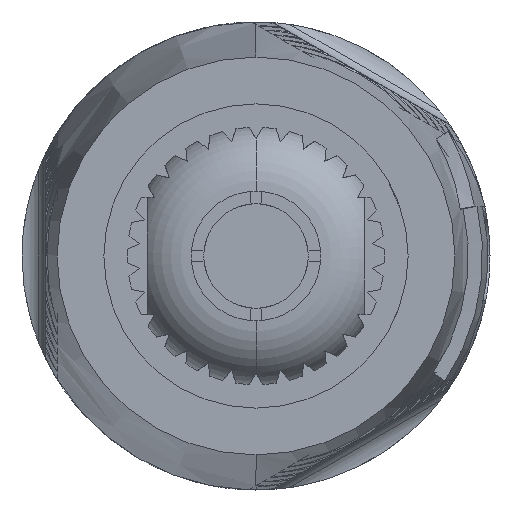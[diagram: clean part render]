
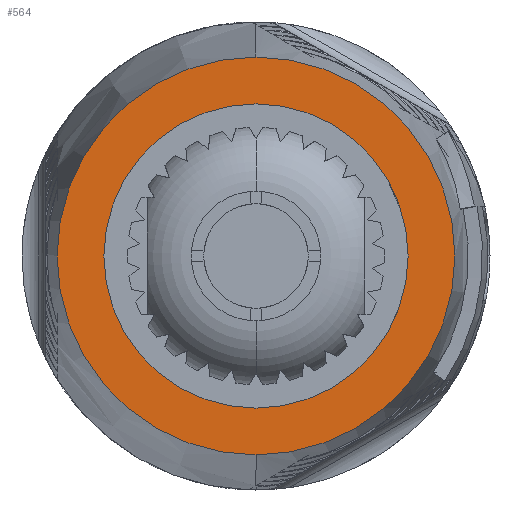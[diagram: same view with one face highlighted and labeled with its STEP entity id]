
A CAD part, front view. The second image highlights one B-rep face of the part: STEP entity #564.
In plain terms, the highlighted planar face has unit normal (0, -1, 0).
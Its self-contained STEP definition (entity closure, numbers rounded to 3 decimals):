
#564=ADVANCED_FACE('7:14',(#1455,#1456),#1457,.F.);
#1455=FACE_BOUND('',#3739,.T.);
#1456=FACE_OUTER_BOUND('',#3740,.T.);
#1457=PLANE('',#3741);
#3739=EDGE_LOOP('',(#21393,#21394));
#3740=EDGE_LOOP('',(#21395,#21396));
#3741=AXIS2_PLACEMENT_3D('',#21397,#21398,#21399);
#21393=ORIENTED_EDGE('',*,*,#25184,.F.);
#21394=ORIENTED_EDGE('',*,*,#25021,.F.);
#21395=ORIENTED_EDGE('',*,*,#25108,.T.);
#21396=ORIENTED_EDGE('',*,*,#25142,.T.);
#21397=CARTESIAN_POINT('',(0.0,0.0,0.0));
#21398=DIRECTION('',(0.0,1.0,0.0));
#21399=DIRECTION('',(0.0,0.0,1.0));
#25021=EDGE_CURVE('',#26811,#26814,#26815,.T.);
#25108=EDGE_CURVE('0:2515',#26849,#26984,#26986,.T.);
#25142=EDGE_CURVE('',#26984,#26849,#27032,.T.);
#25184=EDGE_CURVE('7:1715',#26814,#26811,#27111,.T.);
#26811=VERTEX_POINT('',#29794);
#26814=VERTEX_POINT('',#29798);
#26815=CIRCLE('',#29799,6.5);
#26849=VERTEX_POINT('',#29878);
#26984=VERTEX_POINT('',#30275);
#26986=CIRCLE('',#30278,8.5);
#27032=CIRCLE('',#30413,8.5);
#27111=CIRCLE('',#30591,6.5);
#29794=CARTESIAN_POINT('',(-6.5,0.0,0.));
#29798=CARTESIAN_POINT('',(6.5,0.0,0.0));
#29799=AXIS2_PLACEMENT_3D('',#36296,#36297,#36298);
#29878=CARTESIAN_POINT('',(0.0,0.0,-8.5));
#30275=CARTESIAN_POINT('',(0.,0.0,8.5));
#30278=AXIS2_PLACEMENT_3D('',#36462,#36463,#36464);
#30413=AXIS2_PLACEMENT_3D('',#36493,#36494,#36495);
#30591=AXIS2_PLACEMENT_3D('',#36583,#36584,#36585);
#36296=CARTESIAN_POINT('',(0.0,0.0,0.0));
#36297=DIRECTION('',(0.0,-1.0,0.0));
#36298=DIRECTION('',(1.0,0.0,0.0));
#36462=CARTESIAN_POINT('',(0.0,0.0,0.0));
#36463=DIRECTION('',(0.0,-1.0,-0.0));
#36464=DIRECTION('',(0.0,0.0,-1.0));
#36493=CARTESIAN_POINT('',(0.0,0.0,0.0));
#36494=DIRECTION('',(0.0,-1.0,-0.0));
#36495=DIRECTION('',(0.0,0.0,-1.0));
#36583=CARTESIAN_POINT('',(0.0,0.0,0.0));
#36584=DIRECTION('',(0.0,-1.0,0.0));
#36585=DIRECTION('',(1.0,0.0,0.0));
